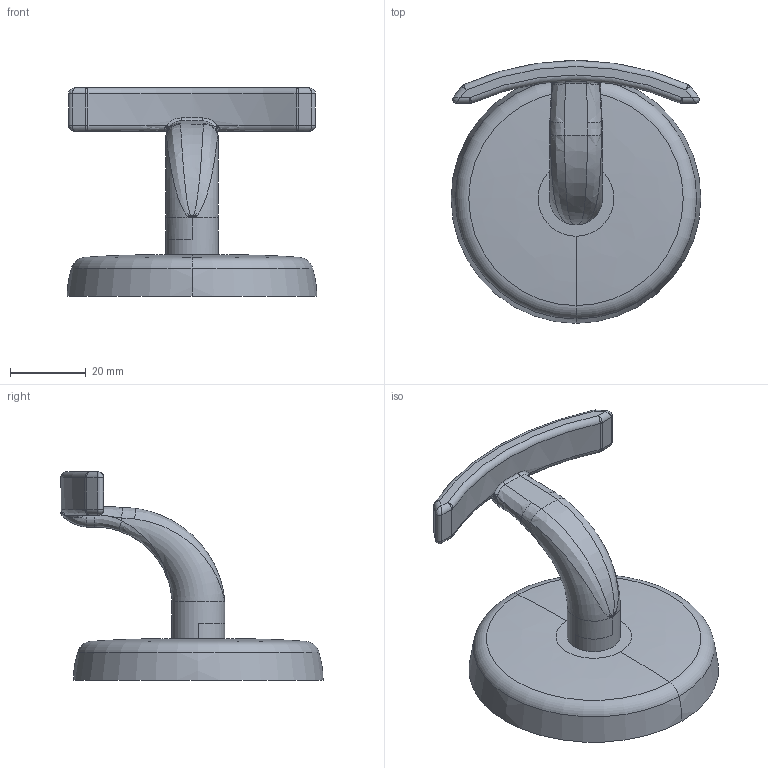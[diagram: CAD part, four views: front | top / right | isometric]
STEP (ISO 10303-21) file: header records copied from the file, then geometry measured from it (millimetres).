
FILE_DESCRIPTION((''),'2;1');
FILE_NAME('0310','2022-06-28T08:25:20',('rsmith'),(''),'CREO PARAMETRIC BY PTC INC, 2019352','CREO PARAMETRIC BY PTC INC, 2019352','');
FILE_SCHEMA(('CONFIG_CONTROL_DESIGN'));
Length unit declared in the file: inch
Products named in the file (1): 0310
Bounding box: 65.99 x 69.3 x 55.08 mm (x, y, z)
Volume: 44741.2 mm3; surface area: 12470.9 mm2
Topology: 1 solids, 1 shells, 113 faces, 343 edges, 220 vertices
Faces by surface type: bspline 60, cylinder 25, plane 10, torus 9, sphere 8, cone 1
Entity records: 8076 total; most frequent: CARTESIAN_POINT 5508, ORIENTED_EDGE 660, DIRECTION 341, EDGE_CURVE 330, VERTEX_POINT 220, B_SPLINE_CURVE_WITH_KNOTS 194, AXIS2_PLACEMENT_3D 152, EDGE_LOOP 114
